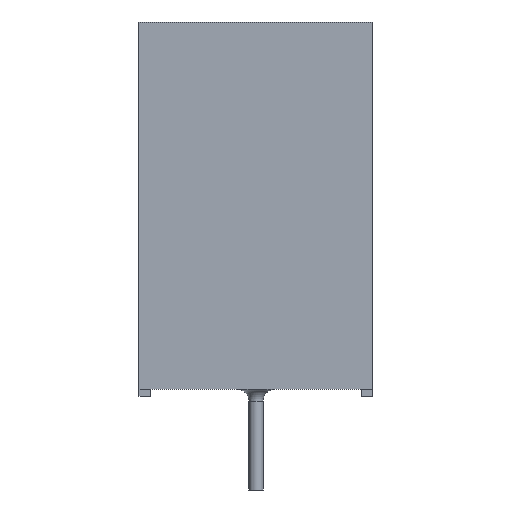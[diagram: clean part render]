
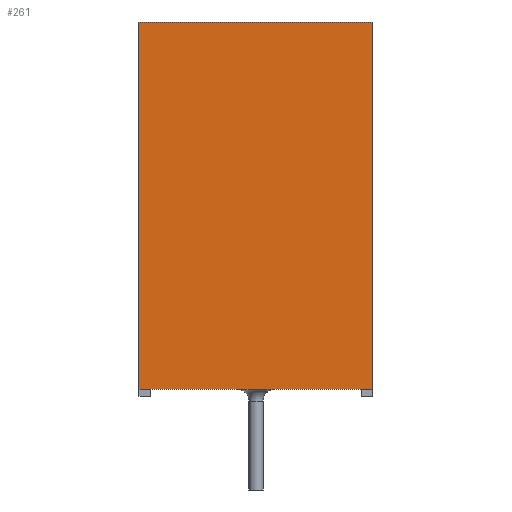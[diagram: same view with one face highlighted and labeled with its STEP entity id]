
A CAD part, left-side view. The second image highlights one B-rep face of the part: STEP entity #261.
In plain terms, the highlighted planar face has unit normal (-1, 0, 0).
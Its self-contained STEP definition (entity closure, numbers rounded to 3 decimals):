
#261 = ADVANCED_FACE( '', ( #737 ), #738, .F. );
#737 = FACE_OUTER_BOUND( '', #1470, .T. );
#738 = PLANE( '', #1471 );
#1470 = EDGE_LOOP( '', ( #2269, #2270, #2271, #2272 ) );
#1471 = AXIS2_PLACEMENT_3D( '', #2273, #2274, #2275 );
#2269 = ORIENTED_EDGE( '', *, *, #4967, .T. );
#2270 = ORIENTED_EDGE( '', *, *, #4968, .F. );
#2271 = ORIENTED_EDGE( '', *, *, #4969, .F. );
#2272 = ORIENTED_EDGE( '', *, *, #4970, .T. );
#2273 = CARTESIAN_POINT( '', ( -7.5, -5., 7.85 ) );
#2274 = DIRECTION( '', ( 1., 0., 0. ) );
#2275 = DIRECTION( '', ( 0., 0., -1. ) );
#4967 = EDGE_CURVE( '', #5774, #5775, #5776, .T. );
#4968 = EDGE_CURVE( '', #5777, #5775, #5778, .T. );
#4969 = EDGE_CURVE( '', #5779, #5777, #5780, .T. );
#4970 = EDGE_CURVE( '', #5779, #5774, #5781, .T. );
#5774 = VERTEX_POINT( '', #6967 );
#5775 = VERTEX_POINT( '', #6968 );
#5776 = LINE( '', #6969, #6970 );
#5777 = VERTEX_POINT( '', #6971 );
#5778 = LINE( '', #6972, #6973 );
#5779 = VERTEX_POINT( '', #6974 );
#5780 = LINE( '', #6975, #6976 );
#5781 = LINE( '', #6977, #6978 );
#6967 = CARTESIAN_POINT( '', ( -7.5, 5., 7.85 ) );
#6968 = CARTESIAN_POINT( '', ( -7.5, 5., -7.85 ) );
#6969 = CARTESIAN_POINT( '', ( -7.5, 5., 7.85 ) );
#6970 = VECTOR( '', #10146, 1000. );
#6971 = CARTESIAN_POINT( '', ( -7.5, -5., -7.85 ) );
#6972 = CARTESIAN_POINT( '', ( -7.5, -5., -7.85 ) );
#6973 = VECTOR( '', #10147, 1000. );
#6974 = CARTESIAN_POINT( '', ( -7.5, -5., 7.85 ) );
#6975 = CARTESIAN_POINT( '', ( -7.5, -5., 7.85 ) );
#6976 = VECTOR( '', #10148, 1000. );
#6977 = CARTESIAN_POINT( '', ( -7.5, -5., 7.85 ) );
#6978 = VECTOR( '', #10149, 1000. );
#10146 = DIRECTION( '', ( 0., 0., -1. ) );
#10147 = DIRECTION( '', ( 0., 1., 0. ) );
#10148 = DIRECTION( '', ( 0., 0., -1. ) );
#10149 = DIRECTION( '', ( 0., 1., 0. ) );
